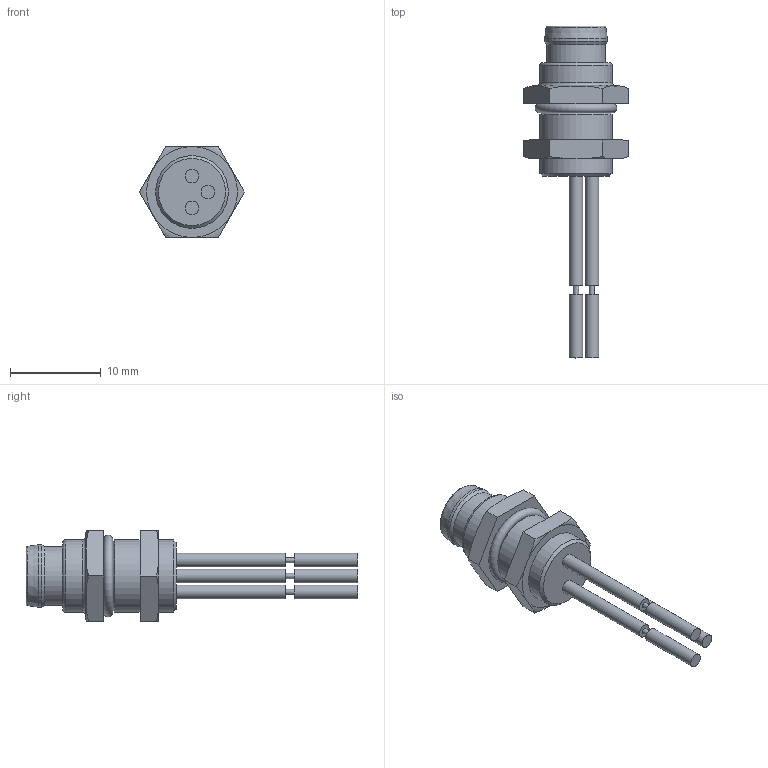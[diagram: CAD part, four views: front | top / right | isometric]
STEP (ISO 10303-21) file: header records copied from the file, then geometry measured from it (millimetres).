
FILE_DESCRIPTION(/* description */ (''),/* implementation_level */ '2;1');
FILE_NAME(/* name */ 'PFS3-m_stp.stp',/* time_stamp */ '2016-03-10T14:59:08+01:00',/* author */ (''),/* organization */ (''),/* preprocessor_version */ 'ST-DEVELOPER v16',/* originating_system */ 'SIEMENS PLM Software NX 10.0',/* authorisation */ '');
FILE_SCHEMA (('AUTOMOTIVE_DESIGN { 1 0 10303 214 3 1 1 1 }'));
Length unit declared in the file: millimetre
Products named in the file (1): PFS3-m
Bounding box: 11.55 x 36.55 x 10 mm (x, y, z)
Volume: 901.1 mm3; surface area: 1110.4 mm2
Topology: 1 solids, 1 shells, 69 faces, 149 edges, 97 vertices
Faces by surface type: plane 29, cylinder 18, torus 11, cone 8, sphere 3
Full cylindrical faces by diameter (mm): 0.56 x3, 1 x3, 1.5 x6, 5.775 x1, 6.475 x1, 6.9 x1, 8 x3
Entity records: 1594 total; most frequent: CARTESIAN_POINT 310, DIRECTION 272, ORIENTED_EDGE 192, AXIS2_PLACEMENT_3D 124, EDGE_LOOP 118, EDGE_CURVE 96, FACE_BOUND 94, VERTEX_POINT 78
